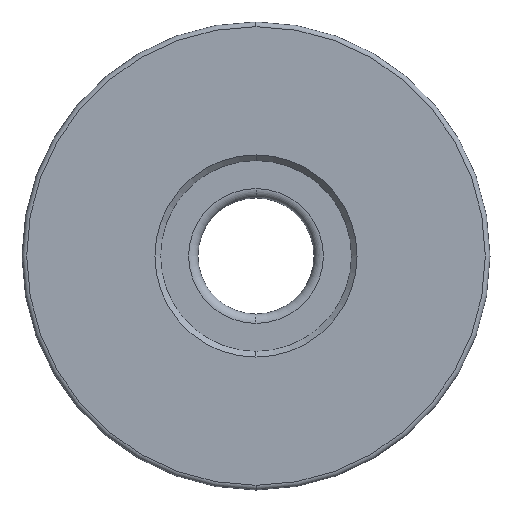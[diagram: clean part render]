
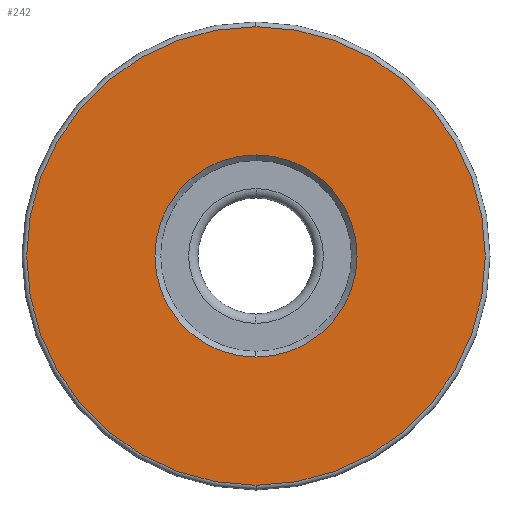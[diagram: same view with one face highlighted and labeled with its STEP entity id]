
A CAD part, front view. The second image highlights one B-rep face of the part: STEP entity #242.
In plain terms, the highlighted planar face has unit normal (0, -1, 0).
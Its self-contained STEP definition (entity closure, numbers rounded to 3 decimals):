
#50 = DIRECTION ( 'NONE',  ( 0., 1., 0. ) ) ;
#53 = VERTEX_POINT ( 'NONE', #80 ) ;
#57 = CIRCLE ( 'NONE', #339, 12.25 ) ;
#80 = CARTESIAN_POINT ( 'NONE',  ( -4.682, -2.845, 19.6 ) ) ;
#120 = EDGE_CURVE ( 'NONE', #392, #356, #57, .T. ) ;
#143 = CARTESIAN_POINT ( 'NONE',  ( -4.682, -2.845, 25. ) ) ;
#179 = DIRECTION ( 'NONE',  ( 0., -1., 0. ) ) ;
#182 = FACE_BOUND ( 'NONE', #422, .T. ) ;
#183 = EDGE_CURVE ( 'NONE', #204, #53, #445, .T. ) ;
#192 = CARTESIAN_POINT ( 'NONE',  ( -4.682, -2.845, 25. ) ) ;
#204 = VERTEX_POINT ( 'NONE', #375 ) ;
#218 = AXIS2_PLACEMENT_3D ( 'NONE', #584, #446, #391 ) ;
#224 = CIRCLE ( 'NONE', #308, 5.4 ) ;
#235 = AXIS2_PLACEMENT_3D ( 'NONE', #525, #50, #282 ) ;
#242 = ADVANCED_FACE ( 'NONE', ( #609, #182 ), #279, .F. ) ;
#271 = EDGE_CURVE ( 'NONE', #53, #204, #224, .T. ) ;
#279 = PLANE ( 'NONE',  #530 ) ;
#282 = DIRECTION ( 'NONE',  ( 0., 0., 1. ) ) ;
#308 = AXIS2_PLACEMENT_3D ( 'NONE', #143, #336, #528 ) ;
#336 = DIRECTION ( 'NONE',  ( 0., 1., 0. ) ) ;
#339 = AXIS2_PLACEMENT_3D ( 'NONE', #413, #179, #371 ) ;
#356 = VERTEX_POINT ( 'NONE', #496 ) ;
#371 = DIRECTION ( 'NONE',  ( 0., 0., 1. ) ) ;
#372 = EDGE_CURVE ( 'NONE', #356, #392, #458, .T. ) ;
#375 = CARTESIAN_POINT ( 'NONE',  ( -4.682, -2.845, 30.4 ) ) ;
#391 = DIRECTION ( 'NONE',  ( 0., 0., 1. ) ) ;
#392 = VERTEX_POINT ( 'NONE', #439 ) ;
#413 = CARTESIAN_POINT ( 'NONE',  ( -4.682, -2.845, 25. ) ) ;
#421 = DIRECTION ( 'NONE',  ( 0., 1., 0. ) ) ;
#422 = EDGE_LOOP ( 'NONE', ( #474, #579 ) ) ;
#439 = CARTESIAN_POINT ( 'NONE',  ( -4.682, -2.845, 37.25 ) ) ;
#445 = CIRCLE ( 'NONE', #235, 5.4 ) ;
#446 = DIRECTION ( 'NONE',  ( 0., -1., 0. ) ) ;
#458 = CIRCLE ( 'NONE', #218, 12.25 ) ;
#474 = ORIENTED_EDGE ( 'NONE', *, *, #271, .T. ) ;
#477 = ORIENTED_EDGE ( 'NONE', *, *, #120, .T. ) ;
#496 = CARTESIAN_POINT ( 'NONE',  ( -4.682, -2.845, 12.75 ) ) ;
#525 = CARTESIAN_POINT ( 'NONE',  ( -4.682, -2.845, 25. ) ) ;
#528 = DIRECTION ( 'NONE',  ( 0., 0., 1. ) ) ;
#530 = AXIS2_PLACEMENT_3D ( 'NONE', #192, #421, #571 ) ;
#557 = EDGE_LOOP ( 'NONE', ( #477, #590 ) ) ;
#571 = DIRECTION ( 'NONE',  ( 0., 0., 1. ) ) ;
#579 = ORIENTED_EDGE ( 'NONE', *, *, #183, .T. ) ;
#584 = CARTESIAN_POINT ( 'NONE',  ( -4.682, -2.845, 25. ) ) ;
#590 = ORIENTED_EDGE ( 'NONE', *, *, #372, .T. ) ;
#609 = FACE_OUTER_BOUND ( 'NONE', #557, .T. ) ;
